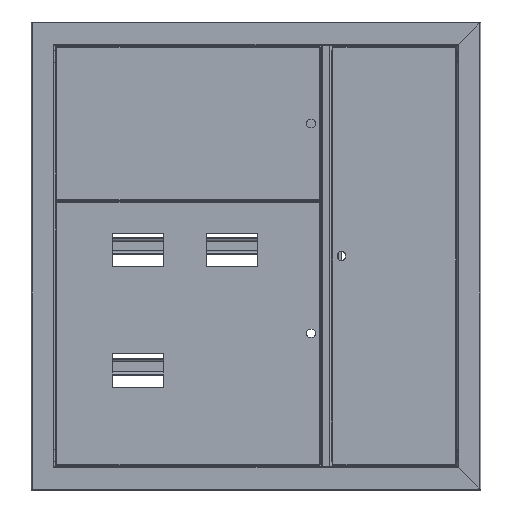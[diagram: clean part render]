
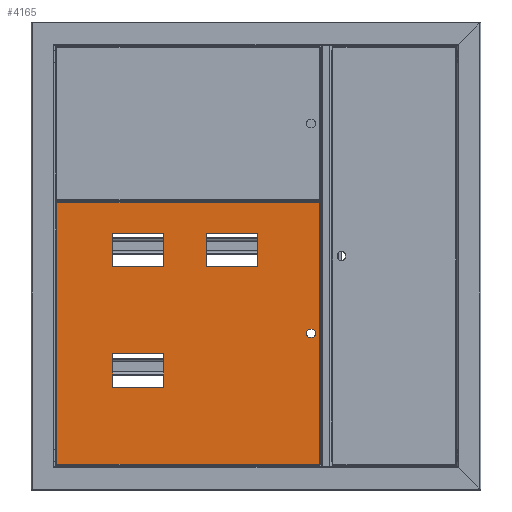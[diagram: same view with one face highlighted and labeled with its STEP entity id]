
A CAD part, top view. The second image highlights one B-rep face of the part: STEP entity #4165.
In plain terms, the highlighted planar face has unit normal (0, 0, 1).
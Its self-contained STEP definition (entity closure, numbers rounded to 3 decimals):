
#4165=ADVANCED_FACE('',(#16942,#16944,#16946,#16948,#16950),#16952,.T.);
#16942=FACE_BOUND('',#16943,.T.);
#16943=EDGE_LOOP('',(#31462,#31463,#31464,#31465));
#16944=FACE_BOUND('',#16945,.T.);
#16945=EDGE_LOOP('',(#31466,#31467,#31468,#31469));
#16946=FACE_BOUND('',#16947,.T.);
#16947=EDGE_LOOP('',(#31470,#31471,#31472,#31473));
#16948=FACE_BOUND('',#16949,.T.);
#16949=EDGE_LOOP('',(#31474,#31475,#31476,#31477));
#16950=FACE_BOUND('',#16951,.T.);
#16951=EDGE_LOOP('',(#31478,#31479,#31480,#31481));
#16952=PLANE('',#16953);
#16953=AXIS2_PLACEMENT_3D('',#16954,#16955,#16956);
#16954=CARTESIAN_POINT('',(0.,0.,0.));
#16955=DIRECTION('',(0.,0.,1.));
#16956=DIRECTION('',(1.,0.,0.));
#31462=ORIENTED_EDGE('',*,*,#39719,.T.);
#31463=ORIENTED_EDGE('',*,*,#39785,.T.);
#31464=ORIENTED_EDGE('',*,*,#39786,.T.);
#31465=ORIENTED_EDGE('',*,*,#39787,.T.);
#31466=ORIENTED_EDGE('',*,*,#39788,.T.);
#31467=ORIENTED_EDGE('',*,*,#39789,.T.);
#31468=ORIENTED_EDGE('',*,*,#39790,.T.);
#31469=ORIENTED_EDGE('',*,*,#39791,.T.);
#31470=ORIENTED_EDGE('',*,*,#39792,.T.);
#31471=ORIENTED_EDGE('',*,*,#39793,.T.);
#31472=ORIENTED_EDGE('',*,*,#39794,.T.);
#31473=ORIENTED_EDGE('',*,*,#39795,.T.);
#31474=ORIENTED_EDGE('',*,*,#39796,.T.);
#31475=ORIENTED_EDGE('',*,*,#39797,.T.);
#31476=ORIENTED_EDGE('',*,*,#39798,.T.);
#31477=ORIENTED_EDGE('',*,*,#39799,.T.);
#31478=ORIENTED_EDGE('',*,*,#39800,.T.);
#31479=ORIENTED_EDGE('',*,*,#39801,.T.);
#31480=ORIENTED_EDGE('',*,*,#39802,.T.);
#31481=ORIENTED_EDGE('',*,*,#39803,.T.);
#39719=EDGE_CURVE('',#44374,#44371,#44375,.T.);
#39785=EDGE_CURVE('',#44371,#44486,#44487,.T.);
#39786=EDGE_CURVE('',#44486,#44488,#44489,.T.);
#39787=EDGE_CURVE('',#44488,#44374,#44490,.T.);
#39788=EDGE_CURVE('',#44491,#44492,#44493,.F.);
#39789=EDGE_CURVE('',#44492,#44494,#44495,.F.);
#39790=EDGE_CURVE('',#44494,#44496,#44497,.F.);
#39791=EDGE_CURVE('',#44496,#44491,#44498,.F.);
#39792=EDGE_CURVE('',#44499,#44500,#44501,.F.);
#39793=EDGE_CURVE('',#44500,#44502,#44503,.F.);
#39794=EDGE_CURVE('',#44502,#44504,#44505,.F.);
#39795=EDGE_CURVE('',#44504,#44499,#44506,.F.);
#39796=EDGE_CURVE('',#44507,#44508,#44509,.F.);
#39797=EDGE_CURVE('',#44508,#44510,#44511,.F.);
#39798=EDGE_CURVE('',#44510,#44512,#44513,.F.);
#39799=EDGE_CURVE('',#44512,#44507,#44514,.F.);
#39800=EDGE_CURVE('',#44515,#44516,#44517,.F.);
#39801=EDGE_CURVE('',#44516,#44518,#44519,.F.);
#39802=EDGE_CURVE('',#44518,#44520,#44521,.F.);
#39803=EDGE_CURVE('',#44520,#44515,#44522,.F.);
#44371=VERTEX_POINT('',#52608);
#44374=VERTEX_POINT('',#52616);
#44375=LINE('',#52617,#52618);
#44486=VERTEX_POINT('',#52934);
#44487=LINE('',#52935,#52936);
#44488=VERTEX_POINT('',#52938);
#44489=LINE('',#52939,#52940);
#44490=LINE('',#52942,#52943);
#44491=VERTEX_POINT('',#52945);
#44492=VERTEX_POINT('',#52946);
#44493=LINE('',#52947,#52948);
#44494=VERTEX_POINT('',#52950);
#44495=LINE('',#52951,#52952);
#44496=VERTEX_POINT('',#52954);
#44497=LINE('',#52955,#52956);
#44498=LINE('',#52958,#52959);
#44499=VERTEX_POINT('',#52961);
#44500=VERTEX_POINT('',#52962);
#44501=LINE('',#52963,#52964);
#44502=VERTEX_POINT('',#52966);
#44503=LINE('',#52967,#52968);
#44504=VERTEX_POINT('',#52970);
#44505=LINE('',#52971,#52972);
#44506=LINE('',#52974,#52975);
#44507=VERTEX_POINT('',#52977);
#44508=VERTEX_POINT('',#52978);
#44509=LINE('',#52979,#52980);
#44510=VERTEX_POINT('',#52982);
#44511=LINE('',#52983,#52984);
#44512=VERTEX_POINT('',#52986);
#44513=LINE('',#52987,#52988);
#44514=LINE('',#52990,#52991);
#44515=VERTEX_POINT('',#52993);
#44516=VERTEX_POINT('',#52994);
#44517=CIRCLE('',#52995,9.75);
#44518=VERTEX_POINT('',#52999);
#44519=LINE('',#53000,#53001);
#44520=VERTEX_POINT('',#53003);
#44521=CIRCLE('',#53004,9.75);
#44522=LINE('',#53008,#53009);
#52608=CARTESIAN_POINT('',(135.5,-385.5,0.));
#52616=CARTESIAN_POINT('',(135.5,-945.5,0.));
#52617=CARTESIAN_POINT('',(135.5,-945.5,0.));
#52618=VECTOR('',#52619,1.);
#52619=DIRECTION('',(0.,1.,0.));
#52934=CARTESIAN_POINT('',(-425.5,-385.5,0.));
#52935=CARTESIAN_POINT('',(135.5,-385.5,0.));
#52936=VECTOR('',#52937,1.);
#52937=DIRECTION('',(-1.,0.,0.));
#52938=CARTESIAN_POINT('',(-425.5,-945.5,0.));
#52939=CARTESIAN_POINT('',(-425.5,-385.5,0.));
#52940=VECTOR('',#52941,1.);
#52941=DIRECTION('',(0.,-1.,0.));
#52942=CARTESIAN_POINT('',(-425.5,-945.5,0.));
#52943=VECTOR('',#52944,1.);
#52944=DIRECTION('',(1.,0.,0.));
#52945=CARTESIAN_POINT('',(-306.563,-450.9,0.));
#52946=CARTESIAN_POINT('',(-196.963,-450.9,0.));
#52947=CARTESIAN_POINT('',(-196.963,-450.9,0.));
#52948=VECTOR('',#52949,1.);
#52949=DIRECTION('',(-1.,0.,0.));
#52950=CARTESIAN_POINT('',(-196.963,-523.,0.));
#52951=CARTESIAN_POINT('',(-196.963,-523.,0.));
#52952=VECTOR('',#52953,1.);
#52953=DIRECTION('',(0.,1.,0.));
#52954=CARTESIAN_POINT('',(-306.563,-523.,0.));
#52955=CARTESIAN_POINT('',(-306.563,-523.,0.));
#52956=VECTOR('',#52957,1.);
#52957=DIRECTION('',(1.,0.,0.));
#52958=CARTESIAN_POINT('',(-306.563,-450.9,0.));
#52959=VECTOR('',#52960,1.);
#52960=DIRECTION('',(0.,-1.,0.));
#52961=CARTESIAN_POINT('',(-106.563,-450.9,0.));
#52962=CARTESIAN_POINT('',(3.037,-450.9,0.));
#52963=CARTESIAN_POINT('',(3.037,-450.9,0.));
#52964=VECTOR('',#52965,1.);
#52965=DIRECTION('',(-1.,0.,0.));
#52966=CARTESIAN_POINT('',(3.037,-523.,0.));
#52967=CARTESIAN_POINT('',(3.037,-523.,0.));
#52968=VECTOR('',#52969,1.);
#52969=DIRECTION('',(0.,1.,0.));
#52970=CARTESIAN_POINT('',(-106.563,-523.,0.));
#52971=CARTESIAN_POINT('',(-106.563,-523.,0.));
#52972=VECTOR('',#52973,1.);
#52973=DIRECTION('',(1.,0.,0.));
#52974=CARTESIAN_POINT('',(-106.563,-450.9,0.));
#52975=VECTOR('',#52976,1.);
#52976=DIRECTION('',(0.,-1.,0.));
#52977=CARTESIAN_POINT('',(-306.563,-708.5,0.));
#52978=CARTESIAN_POINT('',(-196.963,-708.5,0.));
#52979=CARTESIAN_POINT('',(-196.963,-708.5,0.));
#52980=VECTOR('',#52981,1.);
#52981=DIRECTION('',(-1.,0.,0.));
#52982=CARTESIAN_POINT('',(-196.963,-780.6,0.));
#52983=CARTESIAN_POINT('',(-196.963,-780.6,0.));
#52984=VECTOR('',#52985,1.);
#52985=DIRECTION('',(0.,1.,0.));
#52986=CARTESIAN_POINT('',(-306.563,-780.6,0.));
#52987=CARTESIAN_POINT('',(-306.563,-780.6,0.));
#52988=VECTOR('',#52989,1.);
#52989=DIRECTION('',(1.,0.,0.));
#52990=CARTESIAN_POINT('',(-306.563,-708.5,0.));
#52991=VECTOR('',#52992,1.);
#52992=DIRECTION('',(0.,-1.,0.));
#52993=CARTESIAN_POINT('',(122.276,-657.,0.));
#52994=CARTESIAN_POINT('',(122.276,-674.,0.));
#52995=AXIS2_PLACEMENT_3D('',#52996,#52997,#52998);
#52996=CARTESIAN_POINT('',(117.5,-665.5,0.));
#52997=DIRECTION('',(0.,0.,1.));
#52998=DIRECTION('',(0.49,-0.872,0.));
#52999=CARTESIAN_POINT('',(112.724,-674.,0.));
#53000=CARTESIAN_POINT('',(112.724,-674.,0.));
#53001=VECTOR('',#53002,1.);
#53002=DIRECTION('',(1.,0.,0.));
#53003=CARTESIAN_POINT('',(112.724,-657.,0.));
#53004=AXIS2_PLACEMENT_3D('',#53005,#53006,#53007);
#53005=CARTESIAN_POINT('',(117.5,-665.5,0.));
#53006=DIRECTION('',(0.,0.,1.));
#53007=DIRECTION('',(-0.49,0.872,0.));
#53008=CARTESIAN_POINT('',(122.276,-657.,0.));
#53009=VECTOR('',#53010,1.);
#53010=DIRECTION('',(-1.,0.,0.));
